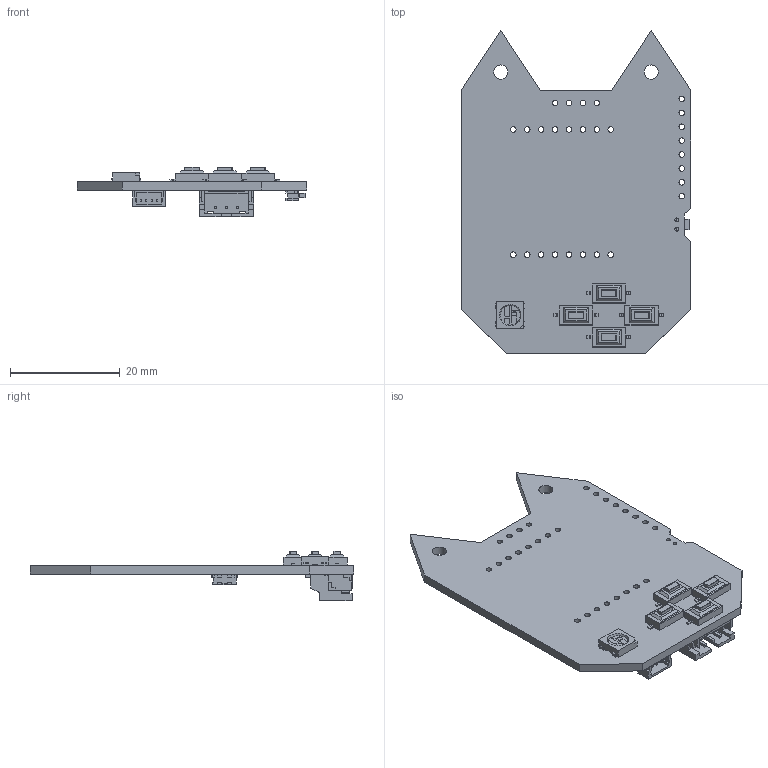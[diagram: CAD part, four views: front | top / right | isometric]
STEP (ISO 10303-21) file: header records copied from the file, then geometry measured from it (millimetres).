
FILE_DESCRIPTION(('KiCad electronic assembly'),'2;1');
FILE_NAME('v3.1-DevKitty.step','2023-09-03T18:25:00',('Pcbnew'),('Kicad' ),'Open CASCADE STEP processor 7.5','KiCad to STEP converter', 'Unknown');
FILE_SCHEMA(('AUTOMOTIVE_DESIGN { 1 0 10303 214 1 1 1 1 }'));
Length unit declared in the file: millimetre
Products named in the file (12): v3.1-DevKitty 1; NeoPixel-WS28128B; SOLID; Button-3x6x2.5mm; QWIIC-JST-SH-4P; Switch-1TS003B; COMPOUND; JST-PH-3P; _autosave-v3.1-DevKitty PCB
Assembly tree (14 placements, depth 3):
  v3.1-DevKitty 1
    NeoPixel-WS28128B
      SOLID
    Button-3x6x2.5mm  x4
      SOLID
    QWIIC-JST-SH-4P
      SOLID
    Switch-1TS003B
      COMPOUND
    JST-PH-3P
      COMPOUND
    _autosave-v3.1-DevKitty PCB
Bounding box: 41.99 x 58.99 x 9.01 mm (x, y, z)
Volume: 3682.4 mm3; surface area: 5779.3 mm2
Topology: 15 solids, 15 shells, 602 faces, 1605 edges, 1038 vertices
Faces by surface type: bspline 554, cylinder 32, plane 16
Full cylindrical faces by diameter (mm): 0.7 x2, 1 x12, 1.016 x16, 2.6 x2
Entity records: 29046 total; most frequent: CARTESIAN_POINT 10280, B_SPLINE_CURVE_WITH_KNOTS 3133, ORIENTED_EDGE 2494, PCURVE 2494, DEFINITIONAL_REPRESENTATION 2494, EDGE_CURVE 1247, SURFACE_CURVE 1211, VERTEX_POINT 822
